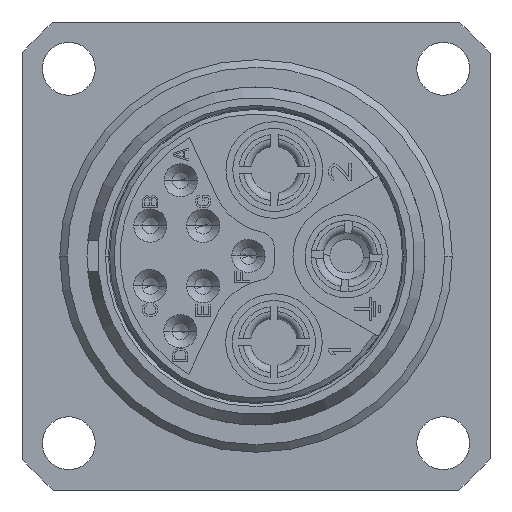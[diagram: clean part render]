
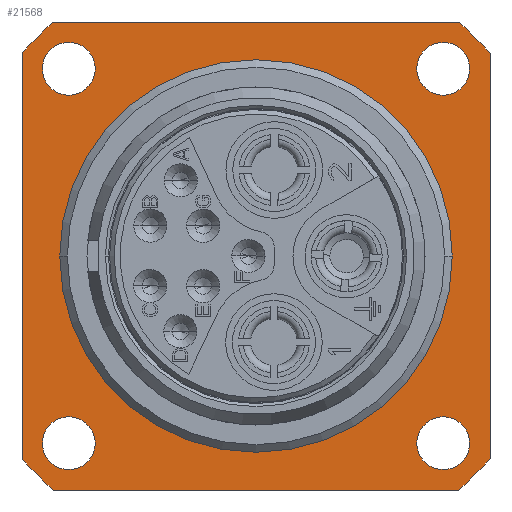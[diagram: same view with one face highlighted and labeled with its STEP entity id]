
A CAD part, left-side view. The second image highlights one B-rep face of the part: STEP entity #21568.
In plain terms, the highlighted planar face has unit normal (-1, 0, 0).
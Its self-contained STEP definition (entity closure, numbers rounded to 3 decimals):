
#308=CARTESIAN_POINT('',(-0.5,0.,0.));
#309=DIRECTION('',(1.,0.,0.));
#310=DIRECTION('',(0.,1.,0.));
#311=AXIS2_PLACEMENT_3D('',#308,#309,#310);
#321=CARTESIAN_POINT('',(-0.5,0.,0.));
#322=DIRECTION('',(1.,0.,0.));
#323=DIRECTION('',(0.,-1.,0.));
#324=AXIS2_PLACEMENT_3D('',#321,#322,#323);
#326=DIRECTION('',(0.,1.,0.));
#327=VECTOR('',#326,26.833);
#328=CARTESIAN_POINT('',(-0.5,-13.416,15.5));
#329=LINE('2242',#328,#327);
#330=CARTESIAN_POINT('',(-0.5,0.,0.));
#331=DIRECTION('',(1.,0.,0.));
#332=DIRECTION('',(0.,-0.654,0.756));
#333=AXIS2_PLACEMENT_3D('',#330,#331,#332);
#335=DIRECTION('',(0.,0.,1.));
#336=VECTOR('',#335,26.833);
#337=CARTESIAN_POINT('',(-0.5,-15.5,-13.416));
#338=LINE('2243',#337,#336);
#339=CARTESIAN_POINT('',(-0.5,0.,0.));
#340=DIRECTION('',(1.,0.,0.));
#341=DIRECTION('',(0.,-0.756,-0.654));
#342=AXIS2_PLACEMENT_3D('',#339,#340,#341);
#344=DIRECTION('',(0.,-1.,0.));
#345=VECTOR('',#344,26.833);
#346=CARTESIAN_POINT('',(-0.5,13.416,-15.5));
#347=LINE('2244',#346,#345);
#348=CARTESIAN_POINT('',(-0.5,0.,0.));
#349=DIRECTION('',(1.,0.,0.));
#350=DIRECTION('',(0.,0.654,-0.756));
#351=AXIS2_PLACEMENT_3D('',#348,#349,#350);
#353=DIRECTION('',(0.,0.,-1.));
#354=VECTOR('',#353,26.833);
#355=CARTESIAN_POINT('',(-0.5,15.5,13.416));
#356=LINE('2245',#355,#354);
#357=CARTESIAN_POINT('',(-0.5,0.,0.));
#358=DIRECTION('',(1.,0.,0.));
#359=DIRECTION('',(0.,0.756,0.654));
#360=AXIS2_PLACEMENT_3D('',#357,#358,#359);
#362=CARTESIAN_POINT('',(-0.5,12.4,-12.4));
#363=DIRECTION('',(-1.,0.,0.));
#364=DIRECTION('',(0.,0.,-1.));
#365=AXIS2_PLACEMENT_3D('',#362,#363,#364);
#367=CARTESIAN_POINT('',(-0.5,12.4,-12.4));
#368=DIRECTION('',(-1.,0.,0.));
#369=DIRECTION('',(0.,0.,1.));
#370=AXIS2_PLACEMENT_3D('',#367,#368,#369);
#372=CARTESIAN_POINT('',(-0.5,12.4,12.4));
#373=DIRECTION('',(-1.,0.,0.));
#374=DIRECTION('',(0.,0.,-1.));
#375=AXIS2_PLACEMENT_3D('',#372,#373,#374);
#377=CARTESIAN_POINT('',(-0.5,12.4,12.4));
#378=DIRECTION('',(-1.,0.,0.));
#379=DIRECTION('',(0.,0.,1.));
#380=AXIS2_PLACEMENT_3D('',#377,#378,#379);
#382=CARTESIAN_POINT('',(-0.5,-12.4,-12.4));
#383=DIRECTION('',(-1.,0.,0.));
#384=DIRECTION('',(0.,0.,-1.));
#385=AXIS2_PLACEMENT_3D('',#382,#383,#384);
#387=CARTESIAN_POINT('',(-0.5,-12.4,-12.4));
#388=DIRECTION('',(-1.,0.,0.));
#389=DIRECTION('',(0.,0.,1.));
#390=AXIS2_PLACEMENT_3D('',#387,#388,#389);
#392=CARTESIAN_POINT('',(-0.5,-12.4,12.4));
#393=DIRECTION('',(-1.,0.,0.));
#394=DIRECTION('',(0.,0.,-1.));
#395=AXIS2_PLACEMENT_3D('',#392,#393,#394);
#397=CARTESIAN_POINT('',(-0.5,-12.4,12.4));
#398=DIRECTION('',(-1.,0.,0.));
#399=DIRECTION('',(0.,0.,1.));
#400=AXIS2_PLACEMENT_3D('',#397,#398,#399);
#16816=CARTESIAN_POINT('',(-0.5,13.,0.));
#16817=VERTEX_POINT('',#16816);
#16818=CARTESIAN_POINT('',(-0.5,-13.,0.));
#16819=VERTEX_POINT('',#16818);
#16836=CARTESIAN_POINT('',(-0.5,12.4,-14.15));
#16837=CARTESIAN_POINT('',(-0.5,12.4,-10.65));
#16838=VERTEX_POINT('',#16836);
#16839=VERTEX_POINT('',#16837);
#16840=CARTESIAN_POINT('',(-0.5,12.4,10.65));
#16841=CARTESIAN_POINT('',(-0.5,12.4,14.15));
#16842=VERTEX_POINT('',#16840);
#16843=VERTEX_POINT('',#16841);
#16844=CARTESIAN_POINT('',(-0.5,-12.4,-14.15));
#16845=CARTESIAN_POINT('',(-0.5,-12.4,-10.65));
#16846=VERTEX_POINT('',#16844);
#16847=VERTEX_POINT('',#16845);
#16848=CARTESIAN_POINT('',(-0.5,-12.4,10.65));
#16849=CARTESIAN_POINT('',(-0.5,-12.4,14.15));
#16850=VERTEX_POINT('',#16848);
#16851=VERTEX_POINT('',#16849);
#16949=CARTESIAN_POINT('',(-0.5,-13.416,15.5));
#16950=CARTESIAN_POINT('',(-0.5,13.416,15.5));
#16951=VERTEX_POINT('',#16949);
#16952=VERTEX_POINT('',#16950);
#16953=CARTESIAN_POINT('',(-0.5,-15.5,-13.416));
#16954=CARTESIAN_POINT('',(-0.5,-15.5,13.416));
#16955=VERTEX_POINT('',#16953);
#16956=VERTEX_POINT('',#16954);
#16957=CARTESIAN_POINT('',(-0.5,13.416,-15.5));
#16958=CARTESIAN_POINT('',(-0.5,-13.416,-15.5));
#16959=VERTEX_POINT('',#16957);
#16960=VERTEX_POINT('',#16958);
#16961=CARTESIAN_POINT('',(-0.5,15.5,13.416));
#16962=CARTESIAN_POINT('',(-0.5,15.5,-13.416));
#16963=VERTEX_POINT('',#16961);
#16964=VERTEX_POINT('',#16962);
#21517=CARTESIAN_POINT('',(-0.5,0.,0.));
#21518=DIRECTION('',(1.,0.,0.));
#21519=DIRECTION('',(0.,0.,-1.));
#21520=AXIS2_PLACEMENT_3D('',#21517,#21518,#21519);
#21521=PLANE('287',#21520);
#21523=ORIENTED_EDGE('2242',*,*,#21522,.F.);
#21525=ORIENTED_EDGE('2303',*,*,#21524,.T.);
#21527=ORIENTED_EDGE('2243',*,*,#21526,.F.);
#21529=ORIENTED_EDGE('2302',*,*,#21528,.T.);
#21531=ORIENTED_EDGE('2244',*,*,#21530,.F.);
#21533=ORIENTED_EDGE('2301',*,*,#21532,.T.);
#21535=ORIENTED_EDGE('2245',*,*,#21534,.F.);
#21537=ORIENTED_EDGE('2290',*,*,#21536,.T.);
#21538=EDGE_LOOP('287',(#21523,#21525,#21527,#21529,#21531,#21533,#21535,
#21537));
#21539=FACE_OUTER_BOUND('287',#21538,.F.);
#21541=ORIENTED_EDGE('2147',*,*,#21540,.T.);
#21543=ORIENTED_EDGE('2148',*,*,#21542,.T.);
#21544=EDGE_LOOP('287',(#21541,#21543));
#21545=FACE_BOUND('287',#21544,.F.);
#21547=ORIENTED_EDGE('2149',*,*,#21546,.T.);
#21549=ORIENTED_EDGE('2150',*,*,#21548,.T.);
#21550=EDGE_LOOP('287',(#21547,#21549));
#21551=FACE_BOUND('287',#21550,.F.);
#21553=ORIENTED_EDGE('2151',*,*,#21552,.T.);
#21555=ORIENTED_EDGE('2152',*,*,#21554,.T.);
#21556=EDGE_LOOP('287',(#21553,#21555));
#21557=FACE_BOUND('287',#21556,.F.);
#21559=ORIENTED_EDGE('2153',*,*,#21558,.T.);
#21561=ORIENTED_EDGE('2154',*,*,#21560,.T.);
#21562=EDGE_LOOP('287',(#21559,#21561));
#21563=FACE_BOUND('287',#21562,.F.);
#21564=ORIENTED_EDGE('2137',*,*,#21482,.F.);
#21565=ORIENTED_EDGE('2138',*,*,#21505,.F.);
#21566=EDGE_LOOP('287',(#21564,#21565));
#21567=FACE_BOUND('287',#21566,.F.);
#312=CIRCLE('2137',#311,13.);
#325=CIRCLE('2138',#324,13.);
#334=CIRCLE('2303',#333,20.5);
#343=CIRCLE('2302',#342,20.5);
#352=CIRCLE('2301',#351,20.5);
#361=CIRCLE('2290',#360,20.5);
#366=CIRCLE('2147',#365,1.75);
#371=CIRCLE('2148',#370,1.75);
#376=CIRCLE('2149',#375,1.75);
#381=CIRCLE('2150',#380,1.75);
#386=CIRCLE('2151',#385,1.75);
#391=CIRCLE('2152',#390,1.75);
#396=CIRCLE('2153',#395,1.75);
#401=CIRCLE('2154',#400,1.75);
#21482=EDGE_CURVE('2137',#16817,#16819,#312,.T.);
#21505=EDGE_CURVE('2138',#16819,#16817,#325,.T.);
#21522=EDGE_CURVE('2242',#16951,#16952,#329,.T.);
#21524=EDGE_CURVE('2303',#16951,#16956,#334,.T.);
#21526=EDGE_CURVE('2243',#16955,#16956,#338,.T.);
#21528=EDGE_CURVE('2302',#16955,#16960,#343,.T.);
#21530=EDGE_CURVE('2244',#16959,#16960,#347,.T.);
#21532=EDGE_CURVE('2301',#16959,#16964,#352,.T.);
#21534=EDGE_CURVE('2245',#16963,#16964,#356,.T.);
#21536=EDGE_CURVE('2290',#16963,#16952,#361,.T.);
#21540=EDGE_CURVE('2147',#16838,#16839,#366,.T.);
#21542=EDGE_CURVE('2148',#16839,#16838,#371,.T.);
#21546=EDGE_CURVE('2149',#16842,#16843,#376,.T.);
#21548=EDGE_CURVE('2150',#16843,#16842,#381,.T.);
#21552=EDGE_CURVE('2151',#16846,#16847,#386,.T.);
#21554=EDGE_CURVE('2152',#16847,#16846,#391,.T.);
#21558=EDGE_CURVE('2153',#16850,#16851,#396,.T.);
#21560=EDGE_CURVE('2154',#16851,#16850,#401,.T.);
#21568=ADVANCED_FACE('287',(#21539,#21545,#21551,#21557,#21563,#21567),#21521,
.F.);
